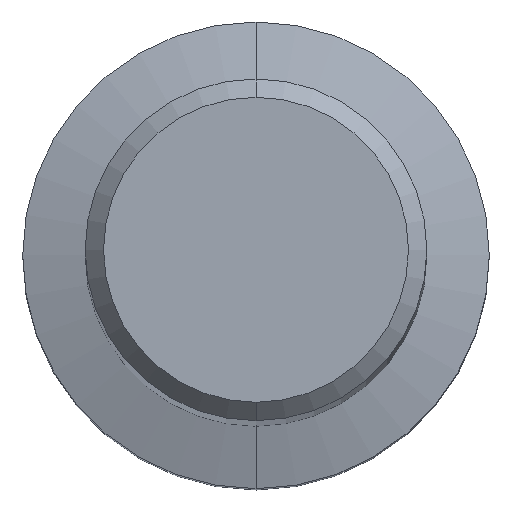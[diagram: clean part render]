
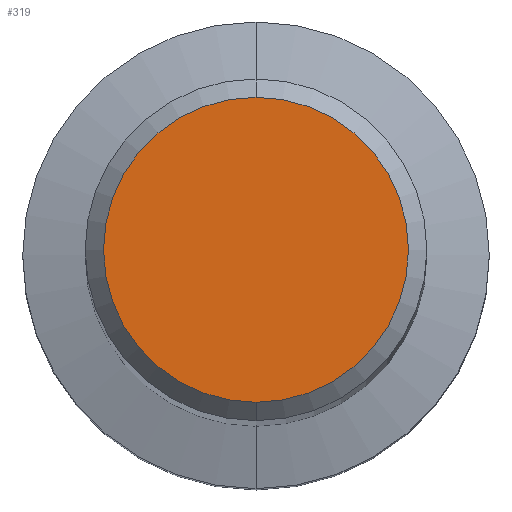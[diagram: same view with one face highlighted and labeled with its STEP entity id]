
A CAD part, top view. The second image highlights one B-rep face of the part: STEP entity #319.
In plain terms, the highlighted planar face has unit normal (0, 0, 1).
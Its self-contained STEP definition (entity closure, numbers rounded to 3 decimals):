
#319=ADVANCED_FACE('',(#686),#687,.T.);
#381=EDGE_CURVE('',#461,#489,#754,.T.);
#461=VERTEX_POINT('',#844);
#487=EDGE_CURVE('',#489,#461,#874,.T.);
#489=VERTEX_POINT('',#876);
#686=FACE_OUTER_BOUND('',#1203,.T.);
#687=PLANE('',#1204);
#754=CIRCLE('',#1326,4.15);
#844=CARTESIAN_POINT('',(0.,-4.15,0.0));
#874=CIRCLE('',#1589,4.15);
#876=CARTESIAN_POINT('',(0.0,4.15,0.0));
#1203=EDGE_LOOP('',(#1803,#1804));
#1204=AXIS2_PLACEMENT_3D('',#1805,#1806,#1807);
#1326=AXIS2_PLACEMENT_3D('',#1865,#1866,#1867);
#1589=AXIS2_PLACEMENT_3D('',#2020,#2021,#2022);
#1803=ORIENTED_EDGE('',*,*,#487,.F.);
#1804=ORIENTED_EDGE('',*,*,#381,.F.);
#1805=CARTESIAN_POINT('',(0.0,2.075,0.0));
#1806=DIRECTION('',(-0.0,0.0,1.0));
#1807=DIRECTION('',(0.0,-1.0,0.0));
#1865=CARTESIAN_POINT('',(0.0,0.0,0.0));
#1866=DIRECTION('',(0.0,0.0,-1.0));
#1867=DIRECTION('',(0.0,1.0,0.0));
#2020=CARTESIAN_POINT('',(0.0,0.0,0.0));
#2021=DIRECTION('',(0.0,0.0,-1.0));
#2022=DIRECTION('',(0.0,1.0,0.0));
